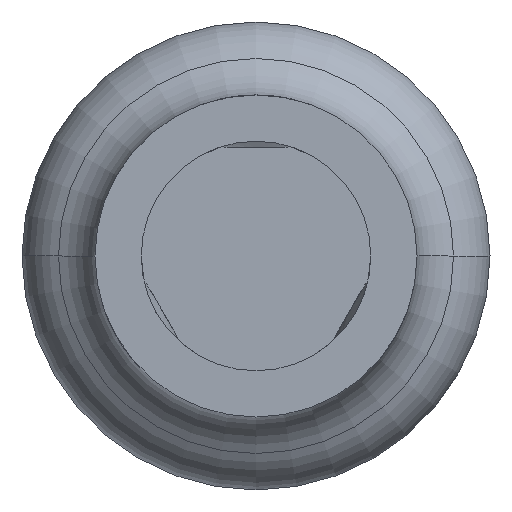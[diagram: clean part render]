
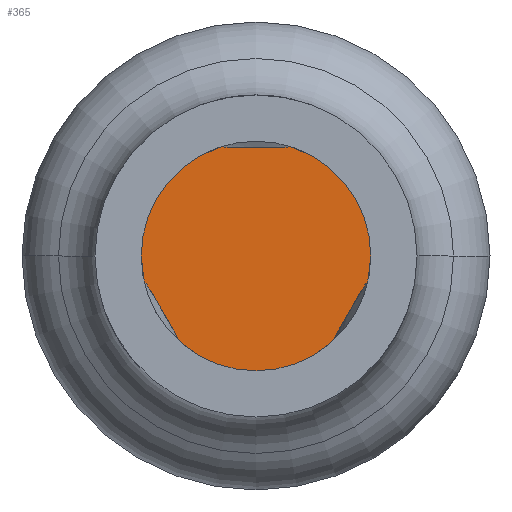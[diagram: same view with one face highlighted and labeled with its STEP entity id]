
A CAD part, front view. The second image highlights one B-rep face of the part: STEP entity #365.
In plain terms, the highlighted planar face has unit normal (0, -1, 0).
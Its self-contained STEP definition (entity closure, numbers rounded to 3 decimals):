
#18 = CARTESIAN_POINT ( 'NONE',  ( 0.513, -24.7, 0. ) ) ;
#317 = ORIENTED_EDGE ( 'NONE', *, *, #1562, .F. ) ;
#365 = ADVANCED_FACE ( 'Defeature ausgef�hrt1_101', ( #5130 ), #1449, .F. ) ;
#694 = VERTEX_POINT ( 'NONE', #18 ) ;
#831 = DIRECTION ( 'NONE',  ( 1., 0., 0. ) ) ;
#894 = CIRCLE ( 'NONE', #2169, 0.513 ) ;
#1449 = PLANE ( 'NONE',  #5247 ) ;
#1562 = EDGE_CURVE ( 'Defeature ausgef�hrt1_59+Defeature ausgef�hrt1_101+Defeature ausgef�hrt1_101+Defeature ausgef�hrt1_101', #4144, #694, #894, .T. ) ;
#2169 = AXIS2_PLACEMENT_3D ( 'NONE', #6790, #6818, #831 ) ;
#2587 = DIRECTION ( 'NONE',  ( -1., 0., 0. ) ) ;
#2625 = CARTESIAN_POINT ( 'NONE',  ( -0.513, -24.7, 0. ) ) ;
#2700 = EDGE_CURVE ( 'Defeature ausgef�hrt1_59+Defeature ausgef�hrt1_101+Defeature ausgef�hrt1_101+Defeature ausgef�hrt1_101', #694, #4144, #3837, .T. ) ;
#2935 = AXIS2_PLACEMENT_3D ( 'NONE', #7125, #4756, #3588 ) ;
#3588 = DIRECTION ( 'NONE',  ( 1., 0., 0. ) ) ;
#3757 = ORIENTED_EDGE ( 'NONE', *, *, #2700, .F. ) ;
#3837 = CIRCLE ( 'NONE', #2935, 0.513 ) ;
#4144 = VERTEX_POINT ( 'NONE', #2625 ) ;
#4756 = DIRECTION ( 'NONE',  ( 0., 1., 0. ) ) ;
#5038 = CARTESIAN_POINT ( 'NONE',  ( 0., -24.7, 0. ) ) ;
#5130 = FACE_OUTER_BOUND ( 'NONE', #6807, .T. ) ;
#5247 = AXIS2_PLACEMENT_3D ( 'NONE', #5038, #6145, #2587 ) ;
#6145 = DIRECTION ( 'NONE',  ( 0., 1., 0. ) ) ;
#6790 = CARTESIAN_POINT ( 'NONE',  ( 0., -24.7, 0. ) ) ;
#6807 = EDGE_LOOP ( 'NONE', ( #317, #3757 ) ) ;
#6818 = DIRECTION ( 'NONE',  ( 0., 1., 0. ) ) ;
#7125 = CARTESIAN_POINT ( 'NONE',  ( 0., -24.7, 0. ) ) ;
